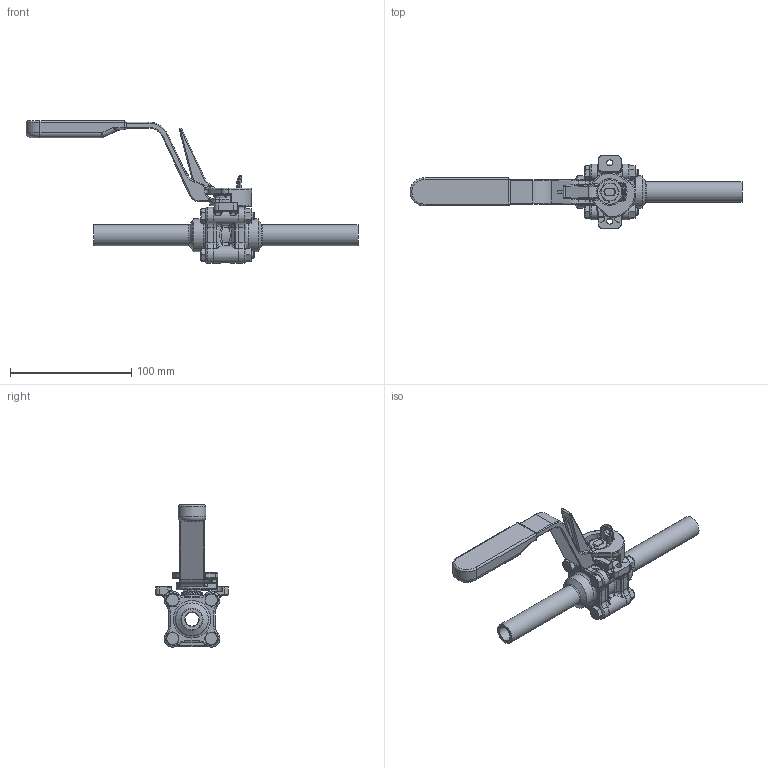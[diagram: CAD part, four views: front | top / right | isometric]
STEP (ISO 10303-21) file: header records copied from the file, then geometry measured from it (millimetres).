
FILE_DESCRIPTION(/* description */ (''),/* implementation_level */ '2;1');
FILE_NAME(/* name */ 'GA-A44-03-XBJ-LW.stp',/* time_stamp */ '2020-07-24T16:50:49+05:00',/* author */ ('10157457'),/* organization */ (''),/* preprocessor_version */ 'ST-DEVELOPER v16.1',/* originating_system */ 'Autodesk Inventor 2016',/* authorisation */ '');
FILE_SCHEMA (('AUTOMOTIVE_DESIGN { 1 0 10303 214 3 1 1 }'));
Length unit declared in the file: inch
Products named in the file (1): GA-A44-03-XBJ-LW
Bounding box: 273.39 x 59.65 x 117.21 mm (x, y, z)
Volume: 138635.4 mm3; surface area: 50440.2 mm2
Topology: 1 solids, 3 shells, 941 faces, 2318 edges, 1353 vertices
Faces by surface type: plane 321, cylinder 277, cone 111, torus 106, bspline 102, sphere 24
Full cylindrical faces by diameter (mm): 0.8 x2, 4.05 x1, 4.917 x2, 6 x4, 6.4 x2, 7 x1, 11.145 x1, 12.125 x2, 14.095 x2, 17.175 x2, 20 x1, 26.975 x2
Entity records: 31137 total; most frequent: CARTESIAN_POINT 9250, ORIENTED_EDGE 4448, DIRECTION 4331, EDGE_CURVE 2223, AXIS2_PLACEMENT_3D 1719, VERTEX_POINT 1340, EDGE_LOOP 1026, FACE_OUTER_BOUND 941
